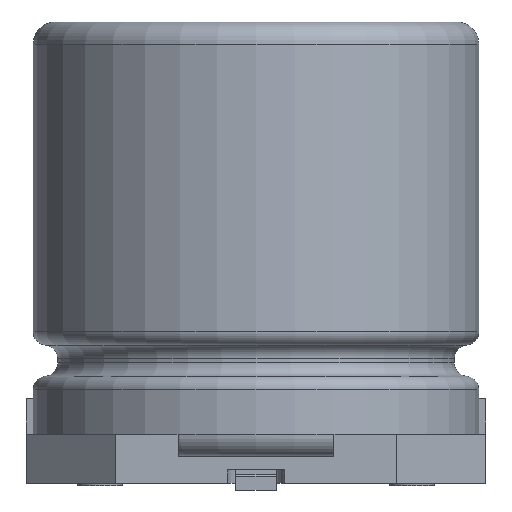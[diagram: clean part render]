
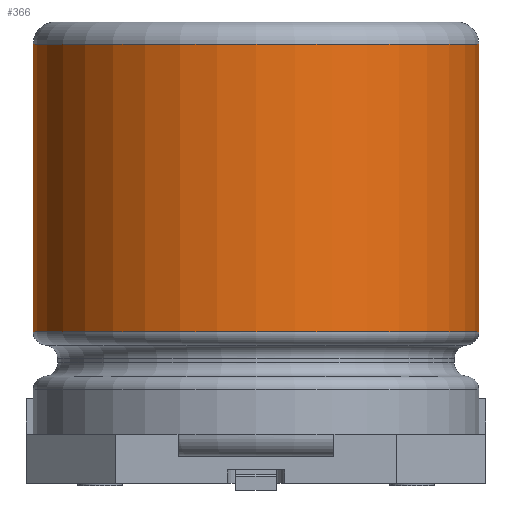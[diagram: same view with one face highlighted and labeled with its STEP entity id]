
A CAD part, front view. The second image highlights one B-rep face of the part: STEP entity #366.
In plain terms, the highlighted cylindrical face has radius 5 mm (diameter 10 mm), a full revolution.
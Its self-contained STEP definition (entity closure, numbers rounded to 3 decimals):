
#366 = ADVANCED_FACE( '', ( #899, #900 ), #901, .T. );
#899 = FACE_OUTER_BOUND( '', #1655, .T. );
#900 = FACE_OUTER_BOUND( '', #1656, .T. );
#901 = CYLINDRICAL_SURFACE( '', #1657, 5. );
#1655 = EDGE_LOOP( '', ( #2638 ) );
#1656 = EDGE_LOOP( '', ( #2639 ) );
#1657 = AXIS2_PLACEMENT_3D( '', #2640, #2641, #2642 );
#2638 = ORIENTED_EDGE( '', *, *, #4734, .T. );
#2639 = ORIENTED_EDGE( '', *, *, #4735, .T. );
#2640 = CARTESIAN_POINT( '', ( 0., 0., 9.9 ) );
#2641 = DIRECTION( '', ( 0., 0., -1. ) );
#2642 = DIRECTION( '', ( 1., 0., 0. ) );
#4734 = EDGE_CURVE( '', #5664, #5664, #5665, .T. );
#4735 = EDGE_CURVE( '', #5666, #5666, #5667, .T. );
#5664 = VERTEX_POINT( '', #7081 );
#5665 = CIRCLE( '', #7082, 5. );
#5666 = VERTEX_POINT( '', #7083 );
#5667 = CIRCLE( '', #7084, 5. );
#7081 = CARTESIAN_POINT( '', ( -5., 0., 9.25 ) );
#7082 = AXIS2_PLACEMENT_3D( '', #8855, #8856, #8857 );
#7083 = CARTESIAN_POINT( '', ( 5., 0., 2.8 ) );
#7084 = AXIS2_PLACEMENT_3D( '', #8858, #8859, #8860 );
#8855 = CARTESIAN_POINT( '', ( 0., 0., 9.25 ) );
#8856 = DIRECTION( '', ( 0., 0., -1. ) );
#8857 = DIRECTION( '', ( -1., 0., 0. ) );
#8858 = CARTESIAN_POINT( '', ( 0., 0., 2.8 ) );
#8859 = DIRECTION( '', ( 0., 0., 1. ) );
#8860 = DIRECTION( '', ( 1., 0., 0. ) );
